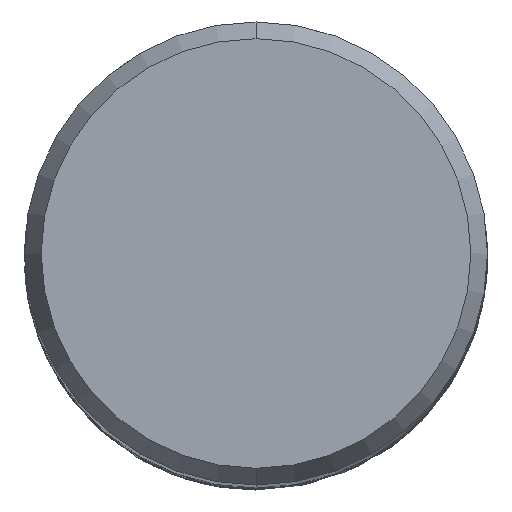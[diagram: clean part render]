
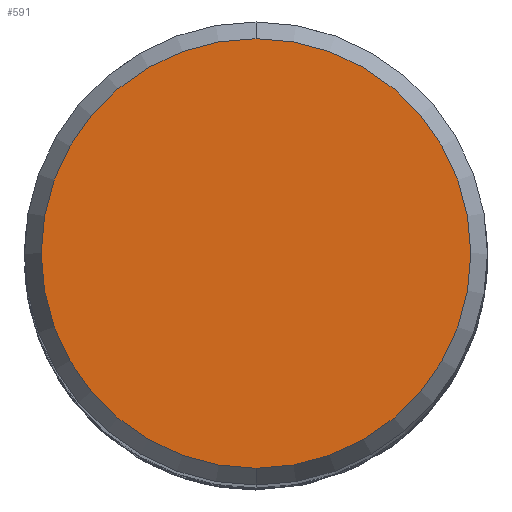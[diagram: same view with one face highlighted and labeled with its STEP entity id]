
A CAD part, top view. The second image highlights one B-rep face of the part: STEP entity #591.
In plain terms, the highlighted planar face has unit normal (0, 0, 1).
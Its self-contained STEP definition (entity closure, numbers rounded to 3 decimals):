
#591=ADVANCED_FACE('',(#1616),#1617,.T.);
#723=VERTEX_POINT('',#1761);
#1229=EDGE_CURVE('',#1359,#723,#2314,.T.);
#1245=EDGE_CURVE('',#723,#1359,#2330,.T.);
#1359=VERTEX_POINT('',#2452);
#1616=FACE_OUTER_BOUND('',#3491,.T.);
#1617=PLANE('',#3492);
#1761=CARTESIAN_POINT('',(0.0,7.423,0.0));
#2314=CIRCLE('',#14511,7.423);
#2330=CIRCLE('',#14581,7.423);
#2452=CARTESIAN_POINT('',(0.,-7.423,0.0));
#3491=EDGE_LOOP('',(#19984,#19985));
#3492=AXIS2_PLACEMENT_3D('',#19986,#19987,#19988);
#14511=AXIS2_PLACEMENT_3D('',#20667,#20668,#20669);
#14581=AXIS2_PLACEMENT_3D('',#20674,#20675,#20676);
#19984=ORIENTED_EDGE('',*,*,#1245,.F.);
#19985=ORIENTED_EDGE('',*,*,#1229,.F.);
#19986=CARTESIAN_POINT('',(0.0,3.711,0.0));
#19987=DIRECTION('',(-0.0,0.0,1.0));
#19988=DIRECTION('',(0.0,-1.0,0.0));
#20667=CARTESIAN_POINT('',(0.0,0.0,0.0));
#20668=DIRECTION('',(0.0,0.0,-1.0));
#20669=DIRECTION('',(0.0,1.0,0.0));
#20674=CARTESIAN_POINT('',(0.0,0.0,0.0));
#20675=DIRECTION('',(0.0,0.0,-1.0));
#20676=DIRECTION('',(0.0,1.0,0.0));
